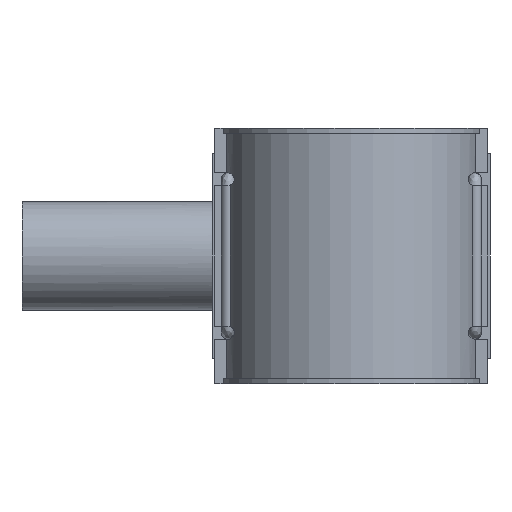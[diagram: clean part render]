
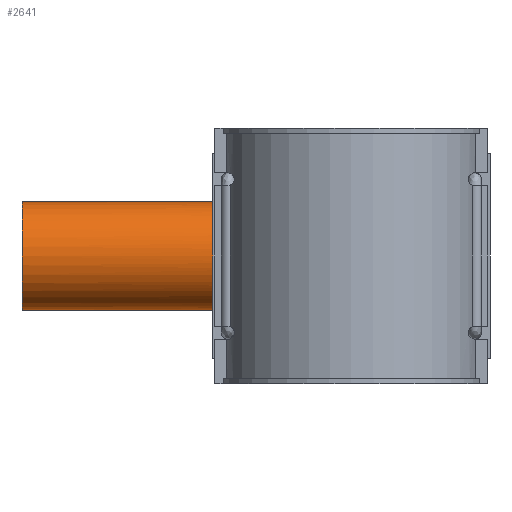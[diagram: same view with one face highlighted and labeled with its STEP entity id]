
A CAD part, front view. The second image highlights one B-rep face of the part: STEP entity #2641.
In plain terms, the highlighted cylindrical face has radius 25 mm (diameter 50 mm), a full revolution.
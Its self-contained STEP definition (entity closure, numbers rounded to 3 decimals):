
#72=FACE_BOUND('',#557,.T.);
#118=B_SPLINE_CURVE_WITH_KNOTS('',3,(#5147,#5148,#5149,#5150,#5151,#5152,
#5153,#5154,#5155,#5156,#5157,#5158,#5159,#5160,#5161,#5162,#5163,#5164,
#5165,#5166,#5167,#5168,#5169,#5170,#5171,#5172,#5173,#5174,#5175,#5176,
#5177,#5178,#5179,#5180,#5181,#5182,#5183,#5184,#5185,#5186,#5187,#5188,
#5189,#5190,#5191,#5192,#5193,#5194,#5195,#5196,#5197,#5198,#5199,#5200,
#5201,#5202,#5203,#5204,#5205,#5206,#5207,#5208,#5209,#5210,#5211,#5212),
 .UNSPECIFIED.,.T.,.F.,(4,2,2,2,2,2,2,2,2,2,2,2,2,2,2,2,2,2,2,2,2,2,2,2,
2,2,2,2,2,2,2,2,4),(0.,0.505,1.01,1.515,
2.02,2.514,3.007,3.501,3.995,
4.488,4.982,5.476,5.969,6.474,
6.98,7.485,7.99,8.495,9.,
9.505,10.01,10.503,10.997,11.491,
11.984,12.478,12.972,13.465,13.959,
14.464,14.969,15.474,15.979),
 .UNSPECIFIED.);
#362=FACE_OUTER_BOUND('',#556,.T.);
#556=EDGE_LOOP('',(#2424));
#557=EDGE_LOOP('',(#2425));
#1118=CIRCLE('',#2872,25.);
#1363=VERTEX_POINT('',#5144);
#1364=VERTEX_POINT('',#5146);
#1719=EDGE_CURVE('',#1363,#1363,#1118,.T.);
#1720=EDGE_CURVE('',#1364,#1364,#118,.T.);
#2424=ORIENTED_EDGE('',*,*,#1719,.T.);
#2425=ORIENTED_EDGE('',*,*,#1720,.F.);
#2491=CYLINDRICAL_SURFACE('',#2871,25.);
#2641=ADVANCED_FACE('',(#362,#72),#2491,.T.);
#2871=AXIS2_PLACEMENT_3D('',#5143,#3554,#3555);
#2872=AXIS2_PLACEMENT_3D('',#5145,#3556,#3557);
#3554=DIRECTION('center_axis',(1.,0.,0.));
#3555=DIRECTION('ref_axis',(0.,1.,0.));
#3556=DIRECTION('center_axis',(1.,0.,0.));
#3557=DIRECTION('ref_axis',(0.,0.,-1.));
#5143=CARTESIAN_POINT('Origin',(-76.,96.,0.));
#5144=CARTESIAN_POINT('',(-152.,121.,0.));
#5145=CARTESIAN_POINT('Origin',(-152.,96.,0.));
#5146=CARTESIAN_POINT('',(-21.449,96.,-25.));
#5147=CARTESIAN_POINT('Ctrl Pts',(-21.449,96.,-25.));
#5148=CARTESIAN_POINT('Ctrl Pts',(-21.449,97.683,-25.));
#5149=CARTESIAN_POINT('Ctrl Pts',(-21.653,99.37,-24.828));
#5150=CARTESIAN_POINT('Ctrl Pts',(-22.4,102.652,-24.157));
#5151=CARTESIAN_POINT('Ctrl Pts',(-22.939,104.249,-23.657));
#5152=CARTESIAN_POINT('Ctrl Pts',(-24.194,107.279,-22.372));
#5153=CARTESIAN_POINT('Ctrl Pts',(-24.91,108.715,-21.585));
#5154=CARTESIAN_POINT('Ctrl Pts',(-26.365,111.372,-19.781));
#5155=CARTESIAN_POINT('Ctrl Pts',(-27.104,112.592,-18.763));
#5156=CARTESIAN_POINT('Ctrl Pts',(-28.47,114.739,-16.616));
#5157=CARTESIAN_POINT('Ctrl Pts',(-29.15,115.751,-15.411));
#5158=CARTESIAN_POINT('Ctrl Pts',(-30.406,117.561,-12.755));
#5159=CARTESIAN_POINT('Ctrl Pts',(-30.981,118.36,-11.305));
#5160=CARTESIAN_POINT('Ctrl Pts',(-31.933,119.661,-8.241));
#5161=CARTESIAN_POINT('Ctrl Pts',(-32.31,120.165,-6.623));
#5162=CARTESIAN_POINT('Ctrl Pts',(-32.814,120.835,-3.325));
#5163=CARTESIAN_POINT('Ctrl Pts',(-32.94,121.,-1.646));
#5164=CARTESIAN_POINT('Ctrl Pts',(-32.94,121.,1.646));
#5165=CARTESIAN_POINT('Ctrl Pts',(-32.814,120.835,3.325));
#5166=CARTESIAN_POINT('Ctrl Pts',(-32.31,120.165,6.623));
#5167=CARTESIAN_POINT('Ctrl Pts',(-31.933,119.661,8.241));
#5168=CARTESIAN_POINT('Ctrl Pts',(-30.981,118.36,11.305));
#5169=CARTESIAN_POINT('Ctrl Pts',(-30.406,117.561,12.755));
#5170=CARTESIAN_POINT('Ctrl Pts',(-29.15,115.751,15.411));
#5171=CARTESIAN_POINT('Ctrl Pts',(-28.47,114.739,16.616));
#5172=CARTESIAN_POINT('Ctrl Pts',(-27.104,112.592,18.763));
#5173=CARTESIAN_POINT('Ctrl Pts',(-26.365,111.372,19.781));
#5174=CARTESIAN_POINT('Ctrl Pts',(-24.91,108.715,21.585));
#5175=CARTESIAN_POINT('Ctrl Pts',(-24.194,107.279,22.372));
#5176=CARTESIAN_POINT('Ctrl Pts',(-22.939,104.249,23.657));
#5177=CARTESIAN_POINT('Ctrl Pts',(-22.4,102.652,24.157));
#5178=CARTESIAN_POINT('Ctrl Pts',(-21.653,99.37,24.828));
#5179=CARTESIAN_POINT('Ctrl Pts',(-21.449,97.683,25.));
#5180=CARTESIAN_POINT('Ctrl Pts',(-21.449,94.317,25.));
#5181=CARTESIAN_POINT('Ctrl Pts',(-21.653,92.63,24.828));
#5182=CARTESIAN_POINT('Ctrl Pts',(-22.4,89.348,24.157));
#5183=CARTESIAN_POINT('Ctrl Pts',(-22.939,87.751,23.657));
#5184=CARTESIAN_POINT('Ctrl Pts',(-24.194,84.721,22.372));
#5185=CARTESIAN_POINT('Ctrl Pts',(-24.91,83.285,21.585));
#5186=CARTESIAN_POINT('Ctrl Pts',(-26.365,80.628,19.781));
#5187=CARTESIAN_POINT('Ctrl Pts',(-27.104,79.408,18.763));
#5188=CARTESIAN_POINT('Ctrl Pts',(-28.47,77.261,16.616));
#5189=CARTESIAN_POINT('Ctrl Pts',(-29.15,76.249,15.411));
#5190=CARTESIAN_POINT('Ctrl Pts',(-30.406,74.439,12.755));
#5191=CARTESIAN_POINT('Ctrl Pts',(-30.981,73.64,11.305));
#5192=CARTESIAN_POINT('Ctrl Pts',(-31.933,72.339,8.241));
#5193=CARTESIAN_POINT('Ctrl Pts',(-32.31,71.835,6.623));
#5194=CARTESIAN_POINT('Ctrl Pts',(-32.814,71.165,3.325));
#5195=CARTESIAN_POINT('Ctrl Pts',(-32.94,71.,1.646));
#5196=CARTESIAN_POINT('Ctrl Pts',(-32.94,71.,-1.646));
#5197=CARTESIAN_POINT('Ctrl Pts',(-32.814,71.165,-3.325));
#5198=CARTESIAN_POINT('Ctrl Pts',(-32.31,71.835,-6.623));
#5199=CARTESIAN_POINT('Ctrl Pts',(-31.933,72.339,-8.241));
#5200=CARTESIAN_POINT('Ctrl Pts',(-30.981,73.64,-11.305));
#5201=CARTESIAN_POINT('Ctrl Pts',(-30.406,74.439,-12.755));
#5202=CARTESIAN_POINT('Ctrl Pts',(-29.15,76.249,-15.411));
#5203=CARTESIAN_POINT('Ctrl Pts',(-28.47,77.261,-16.616));
#5204=CARTESIAN_POINT('Ctrl Pts',(-27.104,79.408,-18.763));
#5205=CARTESIAN_POINT('Ctrl Pts',(-26.365,80.628,-19.781));
#5206=CARTESIAN_POINT('Ctrl Pts',(-24.91,83.285,-21.585));
#5207=CARTESIAN_POINT('Ctrl Pts',(-24.194,84.721,-22.372));
#5208=CARTESIAN_POINT('Ctrl Pts',(-22.939,87.751,-23.657));
#5209=CARTESIAN_POINT('Ctrl Pts',(-22.4,89.348,-24.157));
#5210=CARTESIAN_POINT('Ctrl Pts',(-21.653,92.63,-24.828));
#5211=CARTESIAN_POINT('Ctrl Pts',(-21.449,94.317,-25.));
#5212=CARTESIAN_POINT('Ctrl Pts',(-21.449,96.,-25.));
